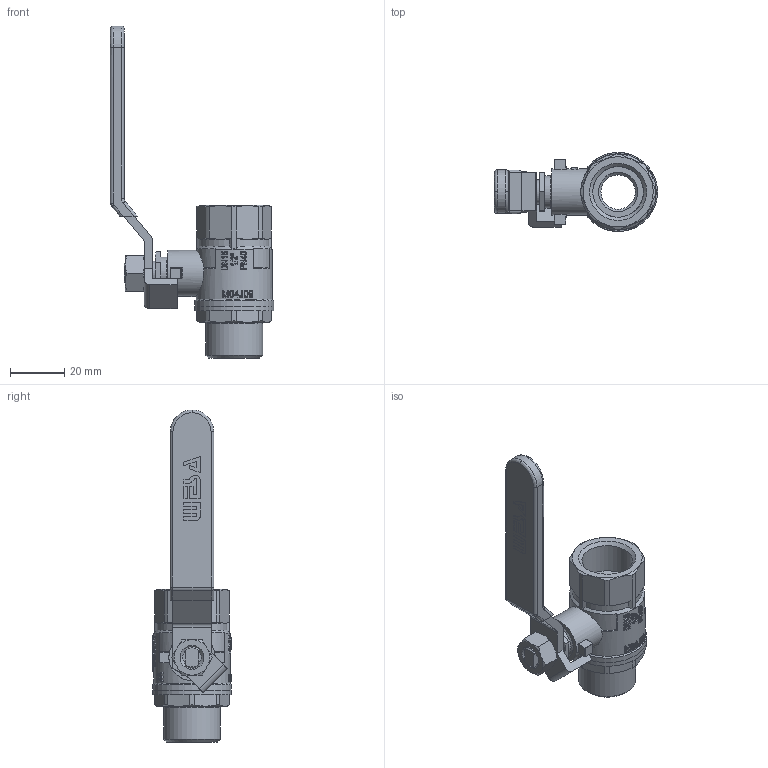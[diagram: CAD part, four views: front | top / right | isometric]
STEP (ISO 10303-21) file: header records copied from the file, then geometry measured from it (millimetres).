
FILE_DESCRIPTION(/* description */ ('Unknown'),/* implementation_level */ '2;1');
FILE_NAME(/* name */ '610-04',/* time_stamp */ '2022-03-16T12:03:45+01:00',/* author */ ('Unknown'),/* organization */ ('Unknown'),/* preprocessor_version */ 'ST-DEVELOPER v16.7',/* originating_system */ 'Solid Edge',/* authorisation */ 'Unknown');
FILE_SCHEMA (('AUTOMOTIVE_DESIGN {1 0 10303 214 3 1 1}'));
Length unit declared in the file: millimetre
Products named in the file (11): 2.142.015; Stahlgriff 1_4 - 3_4; Stahlgriff-n; Stahlgriff-u; 610-04; 600-04_Spindel; 600-04_Stopfbuchse; 610-04_Einschraubteil; 600-04_Körper; Mutter_M8
Assembly tree (10 placements, depth 4):
  2.142.015
    Stahlgriff 1_4 - 3_4
      Stahlgriff-n
      Stahlgriff-u
    610-04
      600-04_Spindel
        600-04_Stopfbuchse
        600-04_Spindel
      610-04_Einschraubteil
      600-04_Körper
    Mutter_M8
Bounding box: 60 x 29 x 122.12 mm (x, y, z)
Volume: 27031.9 mm3; surface area: 23433 mm2
Topology: 7 solids, 7 shells, 1221 faces, 3396 edges, 2253 vertices
Faces by surface type: plane 1038, cylinder 124, cone 48, bspline 8, sphere 2, torus 1
Full cylindrical faces by diameter (mm): 6.6 x1, 6.75 x1, 8.9 x2, 9.1 x1, 9.3 x1, 10.5 x1, 10.8 x1, 12 x1, 12.5 x1, 12.64 x1, 14 x1, 14.5 x2, 17 x1, 18.631 x1, 19.2 x2, 20.955 x1, 20.96 x1, 23.5 x1, 25 x1, 25.5 x1, 28 x1, 29 x2
Entity records: 50798 total; most frequent: CARTESIAN_POINT 10582, DIRECTION 7481, ORIENTED_EDGE 6670, EDGE_CURVE 3335, AXIS2_PLACEMENT_3D 3033, VERTEX_POINT 2240, ELLIPSE 1424, LINE 1415
